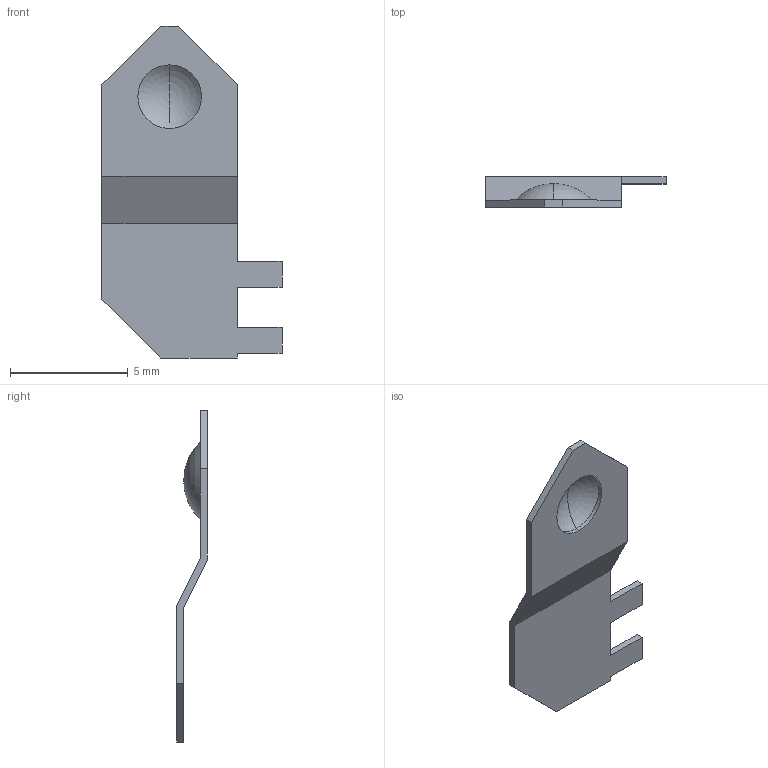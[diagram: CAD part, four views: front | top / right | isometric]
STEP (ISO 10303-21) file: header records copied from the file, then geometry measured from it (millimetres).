
FILE_DESCRIPTION (( 'STEP AP203' ), '1' );
FILE_NAME ('A-934-P-2.STEP', '2020-11-03T13:25:05', ( '' ), ( '' ), 'SwSTEP 2.0', 'SolidWorks 2020', '' );
FILE_SCHEMA (( 'CONFIG_CONTROL_DESIGN' ));
Length unit declared in the file: millimetre
Products named in the file (1): A-934-P-2
Bounding box: 7.65 x 1.3 x 14.1 mm (x, y, z)
Volume: 23.8 mm3; surface area: 171.4 mm2
Topology: 1 solids, 1 shells, 28 faces, 73 edges, 47 vertices
Faces by surface type: plane 22, torus 4, cylinder 2
Entity records: 916 total; most frequent: CARTESIAN_POINT 147, ORIENTED_EDGE 142, DIRECTION 141, EDGE_CURVE 71, VECTOR 59, LINE 59, VERTEX_POINT 47, AXIS2_PLACEMENT_3D 41
